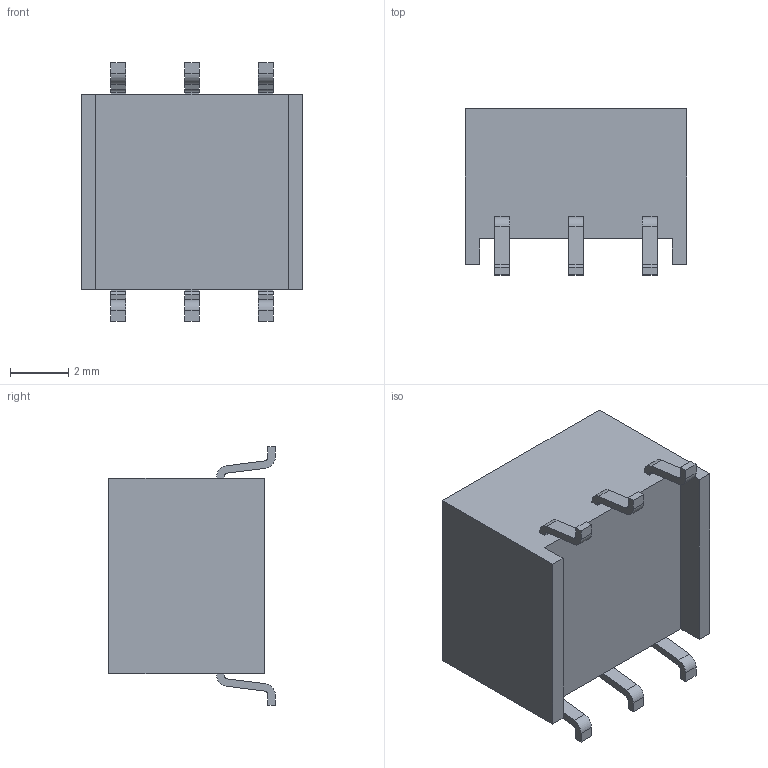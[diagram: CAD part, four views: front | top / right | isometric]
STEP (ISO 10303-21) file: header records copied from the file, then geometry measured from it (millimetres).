
FILE_DESCRIPTION( ( 'STEP AP203' ), '1' );
FILE_NAME( 'SM91502AL.stp', ' ', ( ' ' ), ( ' ' ), 'PSStep 15.0.49', 'VISI 20.0', ' ' );
FILE_SCHEMA( ( 'AUTOMOTIVE_DESIGN { 1 0 10303 214 1 1 1 1 }' ) );
Length unit declared in the file: millimetre
Products named in the file (3): SM91502AL_ASM; HMU2103NL_3D_ANY; SM91502AL
Assembly tree (2 placements, depth 3):
  SM91502AL
    SM91502AL_ASM
      HMU2103NL_3D_ANY
Bounding box: 7.62 x 5.72 x 8.89 mm (x, y, z)
Volume: 236.9 mm3; surface area: 283.5 mm2
Topology: 1 solids, 1 shells, 726 faces, 2064 edges, 1376 vertices
Faces by surface type: plane 701, cylinder 25
Full cylindrical faces by diameter (mm): 1 x1
Entity records: 39319 total; most frequent: CARTESIAN_POINT 4169, ORIENTED_EDGE 4126, DIRECTION 3573, STYLED_ITEM 2789, PRESENTATION_STYLE_ASSIGNMENT 2789, COLOUR_RGB 2789, EDGE_CURVE 2063, CURVE_STYLE 2063
